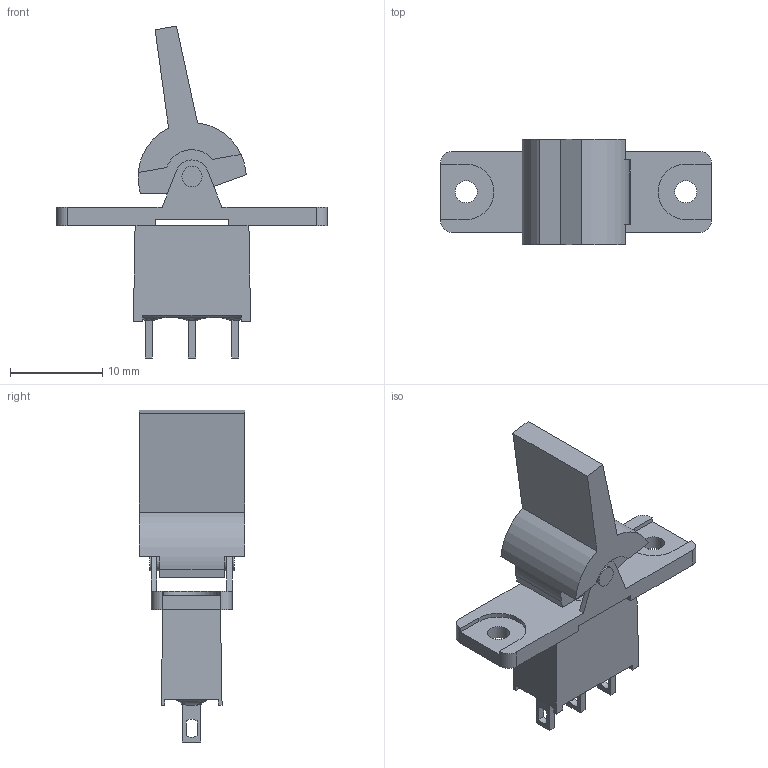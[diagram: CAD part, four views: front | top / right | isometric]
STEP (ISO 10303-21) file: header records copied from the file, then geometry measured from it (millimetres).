
FILE_DESCRIPTION((' '),'2;1');
FILE_NAME('300AWSPxR16xxxM1xE.stp','2017-07-27T08:17:30',(' '),(' '),' ','ACIS',' ');
FILE_SCHEMA(('CONFIG_CONTROL_DESIGN'));
Length unit declared in the file: inch
Products named in the file (1): 300AWSPxR16xxxM1xE.stp
Bounding box: 29.36 x 11.43 x 35.99 mm (x, y, z)
Volume: 1875.3 mm3; surface area: 2432.3 mm2
Topology: 1 solids, 1 shells, 136 faces, 402 edges, 271 vertices
Faces by surface type: plane 92, cylinder 36, bspline 8
Full cylindrical faces by diameter (mm): 2.2 x4, 2.39 x2
Entity records: 5536 total; most frequent: CARTESIAN_POINT 1761, ORIENTED_EDGE 790, DIRECTION 721, EDGE_CURVE 395, VECTOR 273, LINE 273, VERTEX_POINT 270, AXIS2_PLACEMENT_3D 224
